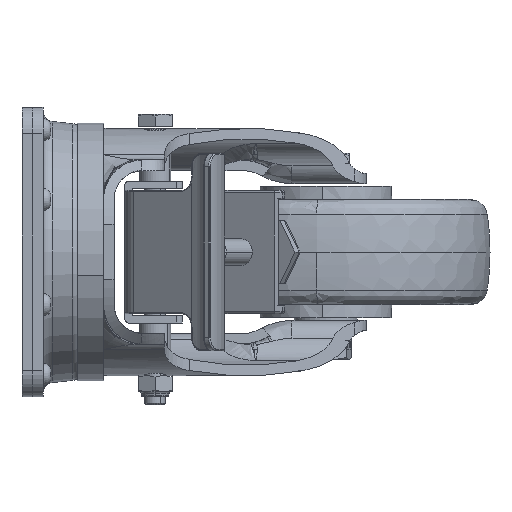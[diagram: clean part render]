
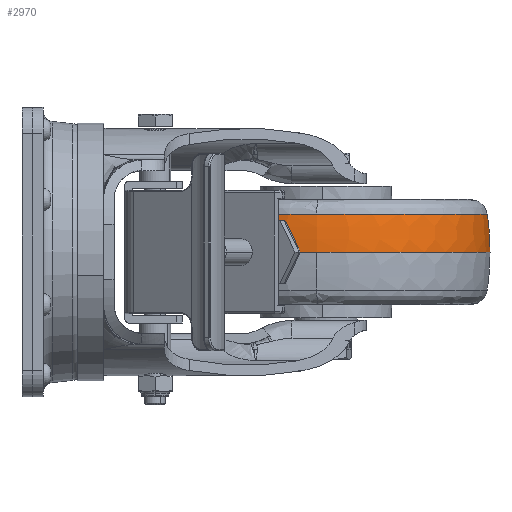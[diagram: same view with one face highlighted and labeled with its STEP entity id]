
A CAD part, left-side view. The second image highlights one B-rep face of the part: STEP entity #2970.
In plain terms, the highlighted toroidal (fillet/blend) face has major radius 32.499 mm and minor radius 95 mm.
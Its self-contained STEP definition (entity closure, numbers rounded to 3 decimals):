
#681 = DIRECTION ( 'NONE',  ( 0., 0., -1. ) ) ;
#752 = CIRCLE ( 'NONE', #5887, 95. ) ;
#1191 = VERTEX_POINT ( 'NONE', #25786 ) ;
#1777 = DIRECTION ( 'NONE',  ( -0.998, 0.056, 0. ) ) ;
#2077 = EDGE_CURVE ( 'NONE', #1191, #16910, #22194, .T. ) ;
#2517 = AXIS2_PLACEMENT_3D ( 'NONE', #4555, #28392, #1777 ) ;
#2970 = ADVANCED_FACE ( 'NONE', ( #14180 ), #3481, .T. ) ;
#3045 = DIRECTION ( 'NONE',  ( 0., 0., -1. ) ) ;
#3235 = CIRCLE ( 'NONE', #19582, 61.459 ) ;
#3481 = TOROIDAL_SURFACE ( 'NONE', #28675, -32.499, 95. ) ;
#3591 = VERTEX_POINT ( 'NONE', #24031 ) ;
#4057 = CARTESIAN_POINT ( 'NONE',  ( 50., -115.5, 0. ) ) ;
#4555 = CARTESIAN_POINT ( 'NONE',  ( 50., -115.5, 0. ) ) ;
#4892 = CARTESIAN_POINT ( 'NONE',  ( 51.81, -83.051, 0.425 ) ) ;
#5887 = AXIS2_PLACEMENT_3D ( 'NONE', #4892, #20397, #20687 ) ;
#6221 = EDGE_CURVE ( 'NONE', #11920, #3591, #752, .T. ) ;
#9010 = CARTESIAN_POINT ( 'NONE',  ( -11.363, -112.078, 14.459 ) ) ;
#10343 = EDGE_LOOP ( 'NONE', ( #26177, #28608, #20317, #15883, #24679, #14334 ) ) ;
#10683 = DIRECTION ( 'NONE',  ( -0.056, -0.998, 0. ) ) ;
#10737 = VERTEX_POINT ( 'NONE', #9010 ) ;
#11347 = CARTESIAN_POINT ( 'NONE',  ( 50., -115.5, 14.459 ) ) ;
#11410 = CIRCLE ( 'NONE', #27756, 61.459 ) ;
#11920 = VERTEX_POINT ( 'NONE', #27926 ) ;
#12246 = VERTEX_POINT ( 'NONE', #13991 ) ;
#13991 = CARTESIAN_POINT ( 'NONE',  ( -12.403, -112.02, 0. ) ) ;
#14180 = FACE_OUTER_BOUND ( 'NONE', #10343, .T. ) ;
#14334 = ORIENTED_EDGE ( 'NONE', *, *, #6221, .F. ) ;
#15883 = ORIENTED_EDGE ( 'NONE', *, *, #16709, .F. ) ;
#16709 = EDGE_CURVE ( 'NONE', #12246, #16910, #23281, .T. ) ;
#16910 = VERTEX_POINT ( 'NONE', #20369 ) ;
#18818 = CARTESIAN_POINT ( 'NONE',  ( 50., -115.5, 14.459 ) ) ;
#19299 = DIRECTION ( 'NONE',  ( -0.998, 0.056, 0. ) ) ;
#19582 = AXIS2_PLACEMENT_3D ( 'NONE', #18818, #681, #27114 ) ;
#19879 = AXIS2_PLACEMENT_3D ( 'NONE', #28241, #22102, #10683 ) ;
#20317 = ORIENTED_EDGE ( 'NONE', *, *, #2077, .T. ) ;
#20369 = CARTESIAN_POINT ( 'NONE',  ( 53.48, -53.097, 0. ) ) ;
#20397 = DIRECTION ( 'NONE',  ( 0.998, -0.056, 0. ) ) ;
#20687 = DIRECTION ( 'NONE',  ( 0.056, 0.998, 0. ) ) ;
#21626 = EDGE_CURVE ( 'NONE', #10737, #1191, #11410, .T. ) ;
#21892 = AXIS2_PLACEMENT_3D ( 'NONE', #4057, #21902, #19299 ) ;
#21902 = DIRECTION ( 'NONE',  ( 0., 0., -1. ) ) ;
#22102 = DIRECTION ( 'NONE',  ( -0.998, 0.056, 0. ) ) ;
#22148 = CIRCLE ( 'NONE', #2517, 62.5 ) ;
#22194 = CIRCLE ( 'NONE', #19879, 95. ) ;
#23056 = CARTESIAN_POINT ( 'NONE',  ( 50., -115.5, 0.425 ) ) ;
#23281 = CIRCLE ( 'NONE', #21892, 62.5 ) ;
#23769 = EDGE_CURVE ( 'NONE', #11920, #10737, #3235, .T. ) ;
#24031 = CARTESIAN_POINT ( 'NONE',  ( 46.52, -177.903, 0. ) ) ;
#24679 = ORIENTED_EDGE ( 'NONE', *, *, #28336, .F. ) ;
#25536 = DIRECTION ( 'NONE',  ( -0.056, -0.998, 0. ) ) ;
#25786 = CARTESIAN_POINT ( 'NONE',  ( 53.422, -54.137, 14.459 ) ) ;
#26177 = ORIENTED_EDGE ( 'NONE', *, *, #23769, .T. ) ;
#26567 = DIRECTION ( 'NONE',  ( -0.998, 0.056, 0. ) ) ;
#26846 = DIRECTION ( 'NONE',  ( 0., 0., -1. ) ) ;
#27114 = DIRECTION ( 'NONE',  ( -0.998, 0.056, 0. ) ) ;
#27756 = AXIS2_PLACEMENT_3D ( 'NONE', #11347, #26846, #26567 ) ;
#27926 = CARTESIAN_POINT ( 'NONE',  ( 46.578, -176.863, 14.459 ) ) ;
#28241 = CARTESIAN_POINT ( 'NONE',  ( 48.19, -147.949, 0.425 ) ) ;
#28336 = EDGE_CURVE ( 'NONE', #3591, #12246, #22148, .T. ) ;
#28392 = DIRECTION ( 'NONE',  ( 0., 0., -1. ) ) ;
#28608 = ORIENTED_EDGE ( 'NONE', *, *, #21626, .T. ) ;
#28675 = AXIS2_PLACEMENT_3D ( 'NONE', #23056, #3045, #25536 ) ;
